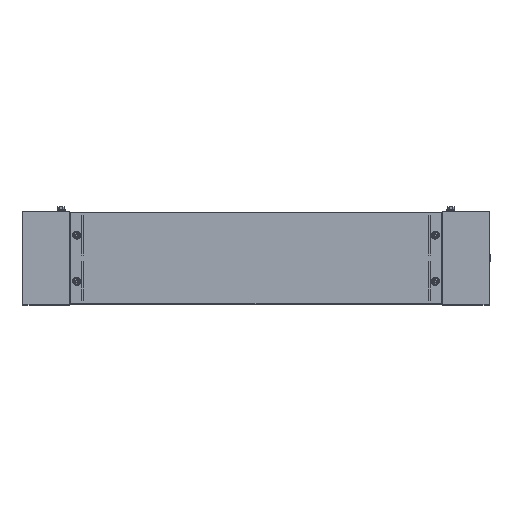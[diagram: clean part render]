
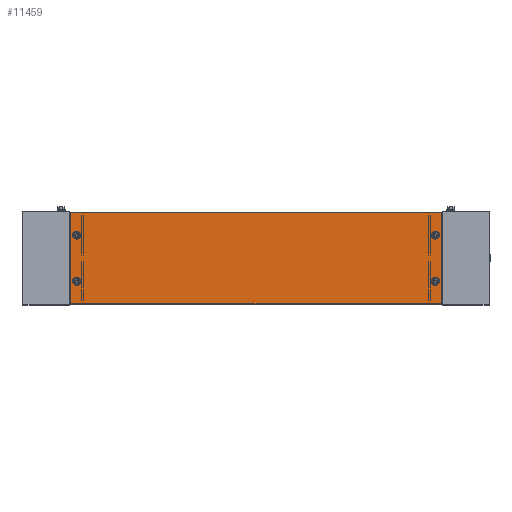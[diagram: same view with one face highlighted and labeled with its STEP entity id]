
A CAD part, top view. The second image highlights one B-rep face of the part: STEP entity #11459.
In plain terms, the highlighted face is planar.
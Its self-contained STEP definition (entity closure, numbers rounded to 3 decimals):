
#119 = LINE ( 'NONE', #12507, #6586 ) ;
#330 = EDGE_CURVE ( 'NONE', #792, #3753, #6011, .T. ) ;
#792 = VERTEX_POINT ( 'NONE', #10339 ) ;
#913 = CARTESIAN_POINT ( 'NONE',  ( 123.191, -149.5, 0. ) ) ;
#1093 = CIRCLE ( 'NONE', #11509, 7.691 ) ;
#1113 = DIRECTION ( 'NONE',  ( 1., 0., 0. ) ) ;
#1412 = DIRECTION ( 'NONE',  ( 0., 0., 1. ) ) ;
#1545 = AXIS2_PLACEMENT_3D ( 'NONE', #6553, #3742, #9443 ) ;
#1603 = CARTESIAN_POINT ( 'NONE',  ( 115.5, -149.5, 0. ) ) ;
#1687 = CARTESIAN_POINT ( 'NONE',  ( 892.191, -149.5, 0. ) ) ;
#2392 = VERTEX_POINT ( 'NONE', #5725 ) ;
#2771 = FACE_BOUND ( 'NONE', #16235, .T. ) ;
#3100 = EDGE_CURVE ( 'NONE', #12498, #6470, #11803, .T. ) ;
#3240 = ORIENTED_EDGE ( 'NONE', *, *, #12480, .T. ) ;
#3550 = EDGE_CURVE ( 'NONE', #3753, #792, #18212, .T. ) ;
#3742 = DIRECTION ( 'NONE',  ( 0., 0., 1. ) ) ;
#3753 = VERTEX_POINT ( 'NONE', #15474 ) ;
#3758 = EDGE_CURVE ( 'NONE', #12866, #9824, #7212, .T. ) ;
#3915 = FACE_BOUND ( 'NONE', #5145, .T. ) ;
#4177 = FACE_OUTER_BOUND ( 'NONE', #6748, .T. ) ;
#4201 = ORIENTED_EDGE ( 'NONE', *, *, #6205, .T. ) ;
#4257 = AXIS2_PLACEMENT_3D ( 'NONE', #11200, #17070, #9903 ) ;
#4266 = ORIENTED_EDGE ( 'NONE', *, *, #6374, .T. ) ;
#4273 = DIRECTION ( 'NONE',  ( 0., 0., 1. ) ) ;
#4404 = CIRCLE ( 'NONE', #11541, 7.691 ) ;
#5145 = EDGE_LOOP ( 'NONE', ( #8355, #3240 ) ) ;
#5253 = ORIENTED_EDGE ( 'NONE', *, *, #15489, .F. ) ;
#5321 = DIRECTION ( 'NONE',  ( 1., 0., 0. ) ) ;
#5391 = VERTEX_POINT ( 'NONE', #913 ) ;
#5404 = CARTESIAN_POINT ( 'NONE',  ( 899., -1., 0. ) ) ;
#5689 = CARTESIAN_POINT ( 'NONE',  ( 0., 0., 0. ) ) ;
#5725 = CARTESIAN_POINT ( 'NONE',  ( 123.191, -50.5, 0. ) ) ;
#6011 = CIRCLE ( 'NONE', #16431, 7.691 ) ;
#6182 = CARTESIAN_POINT ( 'NONE',  ( 107.809, -50.5, 0. ) ) ;
#6205 = EDGE_CURVE ( 'NONE', #11144, #2392, #15929, .T. ) ;
#6374 = EDGE_CURVE ( 'NONE', #5391, #9862, #16263, .T. ) ;
#6375 = EDGE_CURVE ( 'NONE', #15779, #12498, #15495, .T. ) ;
#6470 = VERTEX_POINT ( 'NONE', #16620 ) ;
#6553 = CARTESIAN_POINT ( 'NONE',  ( 884.5, -149.5, 0. ) ) ;
#6586 = VECTOR ( 'NONE', #15407, 1000. ) ;
#6748 = EDGE_LOOP ( 'NONE', ( #8642, #17160, #9110, #5253 ) ) ;
#6818 = CARTESIAN_POINT ( 'NONE',  ( 884.5, -50.5, 0. ) ) ;
#6903 = CARTESIAN_POINT ( 'NONE',  ( 884.5, -149.5, 0. ) ) ;
#7003 = CARTESIAN_POINT ( 'NONE',  ( 899., -1., 0. ) ) ;
#7082 = FACE_BOUND ( 'NONE', #18359, .T. ) ;
#7212 = CIRCLE ( 'NONE', #1545, 7.691 ) ;
#7218 = CARTESIAN_POINT ( 'NONE',  ( 101., -1., 0. ) ) ;
#7561 = CIRCLE ( 'NONE', #4257, 7.691 ) ;
#8343 = EDGE_CURVE ( 'NONE', #2392, #11144, #7561, .T. ) ;
#8355 = ORIENTED_EDGE ( 'NONE', *, *, #3758, .T. ) ;
#8626 = DIRECTION ( 'NONE',  ( 0., 0., 1. ) ) ;
#8642 = ORIENTED_EDGE ( 'NONE', *, *, #3100, .F. ) ;
#8933 = EDGE_LOOP ( 'NONE', ( #16447, #4266 ) ) ;
#9080 = CARTESIAN_POINT ( 'NONE',  ( 884.5, -50.5, 0. ) ) ;
#9110 = ORIENTED_EDGE ( 'NONE', *, *, #11392, .F. ) ;
#9263 = ORIENTED_EDGE ( 'NONE', *, *, #330, .T. ) ;
#9319 = ORIENTED_EDGE ( 'NONE', *, *, #8343, .T. ) ;
#9443 = DIRECTION ( 'NONE',  ( 1., 0., 0. ) ) ;
#9824 = VERTEX_POINT ( 'NONE', #1687 ) ;
#9862 = VERTEX_POINT ( 'NONE', #14343 ) ;
#9890 = PLANE ( 'NONE',  #15087 ) ;
#9903 = DIRECTION ( 'NONE',  ( 1., 0., 0. ) ) ;
#10182 = AXIS2_PLACEMENT_3D ( 'NONE', #9080, #16348, #16436 ) ;
#10339 = CARTESIAN_POINT ( 'NONE',  ( 876.809, -50.5, 0. ) ) ;
#10624 = VERTEX_POINT ( 'NONE', #11230 ) ;
#11144 = VERTEX_POINT ( 'NONE', #6182 ) ;
#11200 = CARTESIAN_POINT ( 'NONE',  ( 115.5, -50.5, 0. ) ) ;
#11230 = CARTESIAN_POINT ( 'NONE',  ( 899., -199., 0. ) ) ;
#11360 = DIRECTION ( 'NONE',  ( 0., 0., 1. ) ) ;
#11392 = EDGE_CURVE ( 'NONE', #10624, #15779, #15460, .T. ) ;
#11459 = ADVANCED_FACE ( 'NONE', ( #3915, #18448, #7082, #2771, #4177 ), #9890, .F. ) ;
#11509 = AXIS2_PLACEMENT_3D ( 'NONE', #6903, #12567, #18279 ) ;
#11541 = AXIS2_PLACEMENT_3D ( 'NONE', #1603, #1412, #14258 ) ;
#11803 = LINE ( 'NONE', #17500, #15513 ) ;
#12062 = EDGE_CURVE ( 'NONE', #9862, #5391, #4404, .T. ) ;
#12230 = DIRECTION ( 'NONE',  ( 0., 0., 1. ) ) ;
#12390 = VECTOR ( 'NONE', #16961, 1000. ) ;
#12480 = EDGE_CURVE ( 'NONE', #9824, #12866, #1093, .T. ) ;
#12498 = VERTEX_POINT ( 'NONE', #17621 ) ;
#12507 = CARTESIAN_POINT ( 'NONE',  ( 101., -199., 0. ) ) ;
#12567 = DIRECTION ( 'NONE',  ( 0., 0., 1. ) ) ;
#12601 = CARTESIAN_POINT ( 'NONE',  ( 115.5, -50.5, 0. ) ) ;
#12665 = AXIS2_PLACEMENT_3D ( 'NONE', #12601, #12230, #15315 ) ;
#12866 = VERTEX_POINT ( 'NONE', #14955 ) ;
#12980 = AXIS2_PLACEMENT_3D ( 'NONE', #18309, #8626, #16910 ) ;
#14258 = DIRECTION ( 'NONE',  ( 1., 0., 0. ) ) ;
#14343 = CARTESIAN_POINT ( 'NONE',  ( 107.809, -149.5, 0. ) ) ;
#14955 = CARTESIAN_POINT ( 'NONE',  ( 876.809, -149.5, 0. ) ) ;
#15057 = VECTOR ( 'NONE', #15597, 1000. ) ;
#15087 = AXIS2_PLACEMENT_3D ( 'NONE', #5689, #11360, #1113 ) ;
#15315 = DIRECTION ( 'NONE',  ( 1., 0., 0. ) ) ;
#15407 = DIRECTION ( 'NONE',  ( 1., 0., 0. ) ) ;
#15460 = LINE ( 'NONE', #5404, #12390 ) ;
#15474 = CARTESIAN_POINT ( 'NONE',  ( 892.191, -50.5, 0. ) ) ;
#15489 = EDGE_CURVE ( 'NONE', #6470, #10624, #119, .T. ) ;
#15495 = LINE ( 'NONE', #7218, #15057 ) ;
#15513 = VECTOR ( 'NONE', #15625, 1000. ) ;
#15597 = DIRECTION ( 'NONE',  ( -1., 0., 0. ) ) ;
#15625 = DIRECTION ( 'NONE',  ( 0., -1., 0. ) ) ;
#15779 = VERTEX_POINT ( 'NONE', #7003 ) ;
#15929 = CIRCLE ( 'NONE', #12665, 7.691 ) ;
#16235 = EDGE_LOOP ( 'NONE', ( #4201, #9319 ) ) ;
#16263 = CIRCLE ( 'NONE', #12980, 7.691 ) ;
#16348 = DIRECTION ( 'NONE',  ( 0., 0., 1. ) ) ;
#16431 = AXIS2_PLACEMENT_3D ( 'NONE', #6818, #4273, #5321 ) ;
#16436 = DIRECTION ( 'NONE',  ( 1., 0., 0. ) ) ;
#16447 = ORIENTED_EDGE ( 'NONE', *, *, #12062, .T. ) ;
#16620 = CARTESIAN_POINT ( 'NONE',  ( 101., -199., 0. ) ) ;
#16637 = ORIENTED_EDGE ( 'NONE', *, *, #3550, .T. ) ;
#16910 = DIRECTION ( 'NONE',  ( 1., 0., 0. ) ) ;
#16961 = DIRECTION ( 'NONE',  ( 0., 1., 0. ) ) ;
#17070 = DIRECTION ( 'NONE',  ( 0., 0., 1. ) ) ;
#17160 = ORIENTED_EDGE ( 'NONE', *, *, #6375, .F. ) ;
#17500 = CARTESIAN_POINT ( 'NONE',  ( 101., -1., 0. ) ) ;
#17621 = CARTESIAN_POINT ( 'NONE',  ( 101., -1., 0. ) ) ;
#18212 = CIRCLE ( 'NONE', #10182, 7.691 ) ;
#18279 = DIRECTION ( 'NONE',  ( 1., 0., 0. ) ) ;
#18309 = CARTESIAN_POINT ( 'NONE',  ( 115.5, -149.5, 0. ) ) ;
#18359 = EDGE_LOOP ( 'NONE', ( #9263, #16637 ) ) ;
#18448 = FACE_BOUND ( 'NONE', #8933, .T. ) ;
